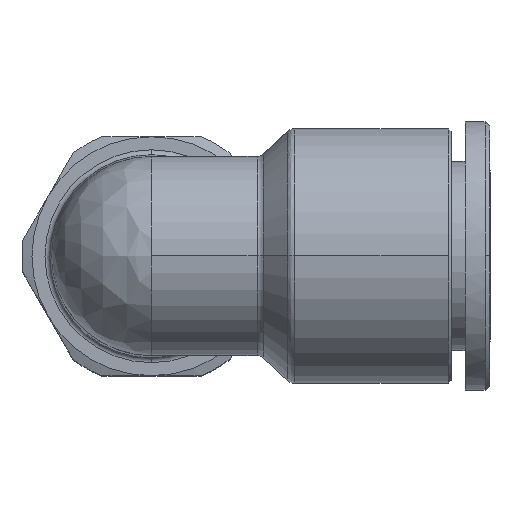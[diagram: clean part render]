
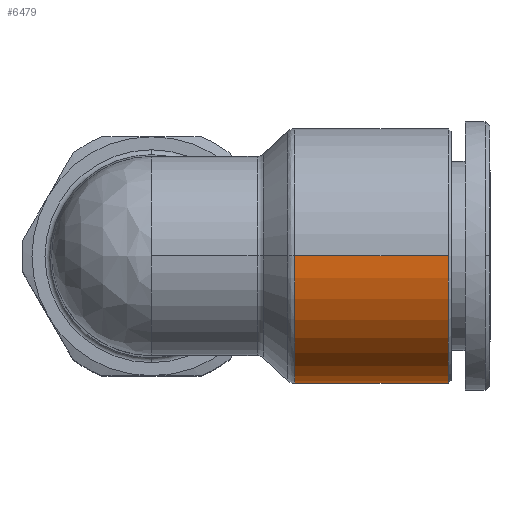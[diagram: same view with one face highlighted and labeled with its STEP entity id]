
A CAD part, top view. The second image highlights one B-rep face of the part: STEP entity #6479.
In plain terms, the highlighted cylindrical face has radius 12.8 mm (diameter 25.6 mm), a partial arc.
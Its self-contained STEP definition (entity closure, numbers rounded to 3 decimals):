
#47 = CARTESIAN_POINT ( 'NONE',  ( -13.894, 0., -12.8 ) ) ;
#709 = CARTESIAN_POINT ( 'NONE',  ( -29.3, 0., -12.8 ) ) ;
#900 = AXIS2_PLACEMENT_3D ( 'NONE', #992, #9751, #4497 ) ;
#954 = DIRECTION ( 'NONE',  ( 1., 0., 0. ) ) ;
#963 = ORIENTED_EDGE ( 'NONE', *, *, #1818, .F. ) ;
#992 = CARTESIAN_POINT ( 'NONE',  ( -29.3, 0., 0. ) ) ;
#1050 = VERTEX_POINT ( 'NONE', #5174 ) ;
#1469 = CARTESIAN_POINT ( 'NONE',  ( -20.5, 0., 12.8 ) ) ;
#1564 = DIRECTION ( 'NONE',  ( 0., 0., -1. ) ) ;
#1638 = VERTEX_POINT ( 'NONE', #47 ) ;
#1641 = CIRCLE ( 'NONE', #4597, 12.8 ) ;
#1818 = EDGE_CURVE ( 'NONE', #10636, #1638, #5739, .T. ) ;
#2203 = VERTEX_POINT ( 'NONE', #10614 ) ;
#2235 = DIRECTION ( 'NONE',  ( 1., 0., 0. ) ) ;
#2361 = EDGE_LOOP ( 'NONE', ( #5547, #7825, #9037, #963, #3674 ) ) ;
#2630 = DIRECTION ( 'NONE',  ( 0., 0., -1. ) ) ;
#3386 = VECTOR ( 'NONE', #4634, 1000. ) ;
#3674 = ORIENTED_EDGE ( 'NONE', *, *, #9335, .T. ) ;
#4207 = AXIS2_PLACEMENT_3D ( 'NONE', #10027, #6589, #9072 ) ;
#4439 = CARTESIAN_POINT ( 'NONE',  ( -29.3, 0., 0. ) ) ;
#4497 = DIRECTION ( 'NONE',  ( 0., 0., -1. ) ) ;
#4597 = AXIS2_PLACEMENT_3D ( 'NONE', #4439, #954, #2630 ) ;
#4634 = DIRECTION ( 'NONE',  ( 1., 0., 0. ) ) ;
#4949 = AXIS2_PLACEMENT_3D ( 'NONE', #7603, #8478, #1564 ) ;
#5160 = EDGE_CURVE ( 'NONE', #2203, #9928, #7180, .T. ) ;
#5174 = CARTESIAN_POINT ( 'NONE',  ( -29.3, 12.8, 0. ) ) ;
#5464 = CARTESIAN_POINT ( 'NONE',  ( -13.894, 0., 12.8 ) ) ;
#5547 = ORIENTED_EDGE ( 'NONE', *, *, #10347, .T. ) ;
#5648 = CYLINDRICAL_SURFACE ( 'NONE', #4949, 12.8 ) ;
#5739 = LINE ( 'NONE', #9018, #3386 ) ;
#6479 = ADVANCED_FACE ( 'NONE', ( #9174 ), #5648, .T. ) ;
#6589 = DIRECTION ( 'NONE',  ( 1., 0., 0. ) ) ;
#6776 = CIRCLE ( 'NONE', #900, 12.8 ) ;
#7180 = LINE ( 'NONE', #1469, #9929 ) ;
#7603 = CARTESIAN_POINT ( 'NONE',  ( -20.5, 0., 0. ) ) ;
#7825 = ORIENTED_EDGE ( 'NONE', *, *, #5160, .T. ) ;
#7990 = CIRCLE ( 'NONE', #4207, 12.8 ) ;
#8478 = DIRECTION ( 'NONE',  ( 1., 0., 0. ) ) ;
#9018 = CARTESIAN_POINT ( 'NONE',  ( -20.5, 0., -12.8 ) ) ;
#9037 = ORIENTED_EDGE ( 'NONE', *, *, #9368, .F. ) ;
#9072 = DIRECTION ( 'NONE',  ( 0., 0., -1. ) ) ;
#9174 = FACE_OUTER_BOUND ( 'NONE', #2361, .T. ) ;
#9335 = EDGE_CURVE ( 'NONE', #10636, #1050, #6776, .T. ) ;
#9368 = EDGE_CURVE ( 'NONE', #1638, #9928, #7990, .T. ) ;
#9751 = DIRECTION ( 'NONE',  ( 1., 0., 0. ) ) ;
#9928 = VERTEX_POINT ( 'NONE', #5464 ) ;
#9929 = VECTOR ( 'NONE', #2235, 1000. ) ;
#10027 = CARTESIAN_POINT ( 'NONE',  ( -13.894, 0., 0. ) ) ;
#10347 = EDGE_CURVE ( 'NONE', #1050, #2203, #1641, .T. ) ;
#10614 = CARTESIAN_POINT ( 'NONE',  ( -29.3, 0., 12.8 ) ) ;
#10636 = VERTEX_POINT ( 'NONE', #709 ) ;
